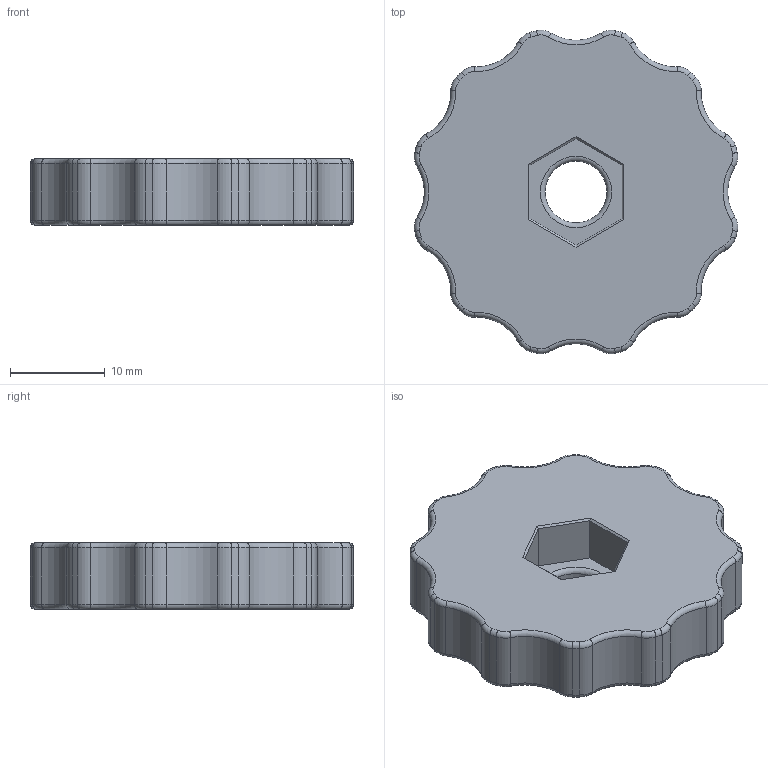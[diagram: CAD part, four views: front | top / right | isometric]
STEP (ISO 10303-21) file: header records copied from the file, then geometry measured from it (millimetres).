
FILE_DESCRIPTION(/* description */ (''),/* implementation_level */ '2;1');
FILE_NAME(/* name */ 'Mutter_M6.stp',/* time_stamp */ '2024-03-06T16:13:27+01:00',/* author */ ('andre'),/* organization */ (''),/* preprocessor_version */ 'ST-DEVELOPER v20',/* originating_system */ 'Autodesk Inventor 2024',/* authorisation */ '');
FILE_SCHEMA (('AUTOMOTIVE_DESIGN { 1 0 10303 214 3 1 1 }'));
Length unit declared in the file: millimetre
Products named in the file (1): Mutter_M6
Bounding box: 34.09 x 34.09 x 7 mm (x, y, z)
Volume: 5672.1 mm3; surface area: 2638.1 mm2
Topology: 1 solids, 1 shells, 162 faces, 374 edges, 215 vertices
Faces by surface type: torus 98, cylinder 49, plane 15
Full cylindrical faces by diameter (mm): 6.5 x1
Entity records: 4696 total; most frequent: DIRECTION 995, CARTESIAN_POINT 752, ORIENTED_EDGE 748, AXIS2_PLACEMENT_3D 458, EDGE_CURVE 374, CIRCLE 295, VERTEX_POINT 215, EDGE_LOOP 165
